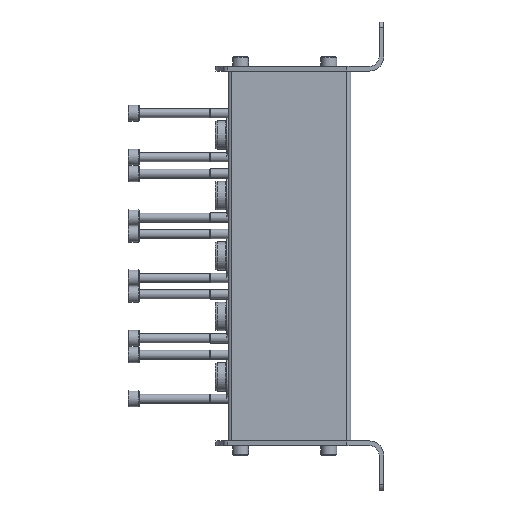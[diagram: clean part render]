
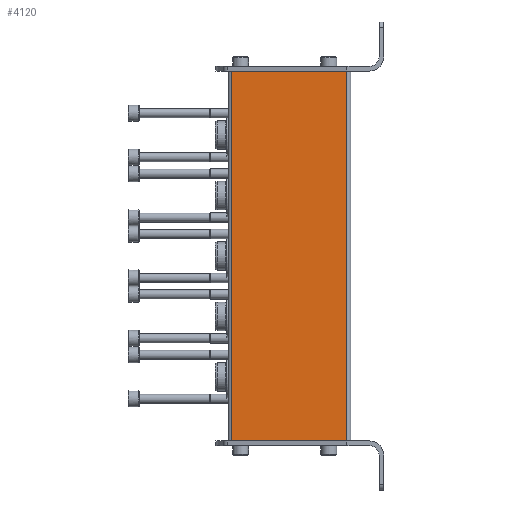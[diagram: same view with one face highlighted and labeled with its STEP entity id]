
A CAD part, left-side view. The second image highlights one B-rep face of the part: STEP entity #4120.
In plain terms, the highlighted planar face has unit normal (-1, 0, 0).
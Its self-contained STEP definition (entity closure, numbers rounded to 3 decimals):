
#232=LINE('',#6527,#470);
#233=LINE('',#6530,#471);
#234=LINE('',#6532,#472);
#235=LINE('',#6534,#473);
#470=VECTOR('',#5048,1000.);
#471=VECTOR('',#5049,1000.);
#472=VECTOR('',#5050,1000.);
#473=VECTOR('',#5051,1000.);
#708=PLANE('',#4470);
#1094=ORIENTED_EDGE('',*,*,#2164,.F.);
#1095=ORIENTED_EDGE('',*,*,#2165,.F.);
#1096=ORIENTED_EDGE('',*,*,#2166,.T.);
#1097=ORIENTED_EDGE('',*,*,#2167,.T.);
#2164=EDGE_CURVE('',#2699,#2700,#232,.T.);
#2165=EDGE_CURVE('',#2701,#2699,#233,.T.);
#2166=EDGE_CURVE('',#2701,#2702,#234,.T.);
#2167=EDGE_CURVE('',#2702,#2700,#235,.T.);
#2699=VERTEX_POINT('',#6528);
#2700=VERTEX_POINT('',#6529);
#2701=VERTEX_POINT('',#6531);
#2702=VERTEX_POINT('',#6533);
#3143=EDGE_LOOP('',(#1094,#1095,#1096,#1097));
#3577=FACE_BOUND('',#3143,.T.);
#4120=ADVANCED_FACE('',(#3577),#708,.T.);
#4470=AXIS2_PLACEMENT_3D('',#6526,#5046,#5047);
#5046=DIRECTION('',(-1.,0.,0.));
#5047=DIRECTION('',(0.,0.,1.));
#5048=DIRECTION('',(0.,-1.,0.));
#5049=DIRECTION('',(0.,0.,1.));
#5050=DIRECTION('',(0.,-1.,0.));
#5051=DIRECTION('',(0.,0.,1.));
#6526=CARTESIAN_POINT('',(-17.,28.,-196.));
#6527=CARTESIAN_POINT('',(-17.,28.,0.));
#6528=CARTESIAN_POINT('',(-17.,28.,0.));
#6529=CARTESIAN_POINT('',(-17.,-33.,0.));
#6530=CARTESIAN_POINT('',(-17.,28.,-196.));
#6531=CARTESIAN_POINT('',(-17.,28.,-196.));
#6532=CARTESIAN_POINT('',(-17.,28.,-196.));
#6533=CARTESIAN_POINT('',(-17.,-33.,-196.));
#6534=CARTESIAN_POINT('',(-17.,-33.,-196.));
